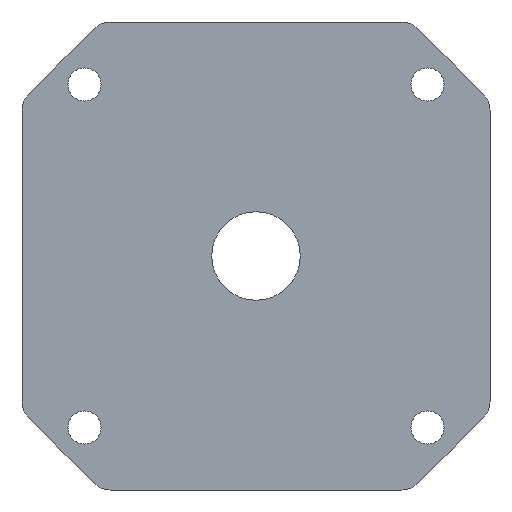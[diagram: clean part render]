
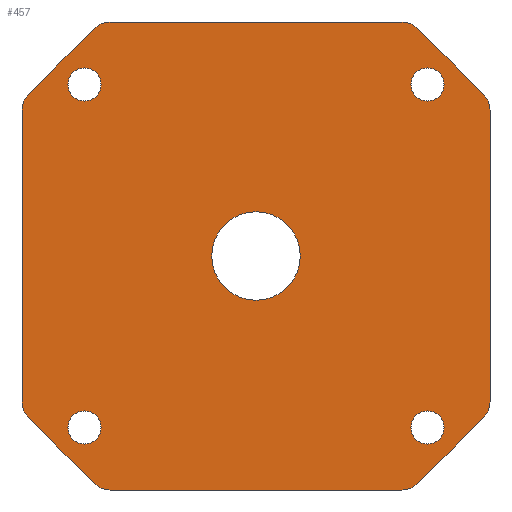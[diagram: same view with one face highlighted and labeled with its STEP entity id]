
A CAD part, front view. The second image highlights one B-rep face of the part: STEP entity #457.
In plain terms, the highlighted planar face has unit normal (0, -1, 0).
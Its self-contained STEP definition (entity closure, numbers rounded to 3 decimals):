
#20=FACE_BOUND('',#86,.T.);
#21=FACE_BOUND('',#87,.T.);
#22=FACE_BOUND('',#88,.T.);
#23=FACE_BOUND('',#89,.T.);
#24=FACE_BOUND('',#90,.T.);
#34=PLANE('',#526);
#57=FACE_OUTER_BOUND('',#85,.T.);
#85=EDGE_LOOP('',(#401,#402,#403,#404,#405,#406,#407,#408,#409,#410,#411,
#412,#413,#414,#415,#416));
#86=EDGE_LOOP('',(#417));
#87=EDGE_LOOP('',(#418));
#88=EDGE_LOOP('',(#419));
#89=EDGE_LOOP('',(#420));
#90=EDGE_LOOP('',(#421));
#95=LINE('',#679,#132);
#105=LINE('',#725,#142);
#108=LINE('',#733,#145);
#111=LINE('',#741,#148);
#114=LINE('',#749,#151);
#117=LINE('',#757,#154);
#120=LINE('',#765,#157);
#127=LINE('',#791,#164);
#132=VECTOR('',#541,10.);
#142=VECTOR('',#583,10.);
#145=VECTOR('',#592,10.);
#148=VECTOR('',#601,10.);
#151=VECTOR('',#610,10.);
#154=VECTOR('',#619,10.);
#157=VECTOR('',#628,10.);
#164=VECTOR('',#661,10.);
#166=CIRCLE('',#480,2.);
#179=CIRCLE('',#496,2.);
#180=CIRCLE('',#499,2.);
#181=CIRCLE('',#502,2.);
#182=CIRCLE('',#505,2.);
#183=CIRCLE('',#508,2.);
#184=CIRCLE('',#511,2.);
#185=CIRCLE('',#514,2.);
#186=CIRCLE('',#516,1.5);
#187=CIRCLE('',#518,1.5);
#188=CIRCLE('',#520,1.5);
#189=CIRCLE('',#522,4.);
#190=CIRCLE('',#524,1.5);
#193=VERTEX_POINT('',#669);
#194=VERTEX_POINT('',#671);
#196=VERTEX_POINT('',#677);
#215=VERTEX_POINT('',#719);
#216=VERTEX_POINT('',#723);
#217=VERTEX_POINT('',#727);
#218=VERTEX_POINT('',#731);
#219=VERTEX_POINT('',#735);
#220=VERTEX_POINT('',#739);
#221=VERTEX_POINT('',#743);
#222=VERTEX_POINT('',#747);
#223=VERTEX_POINT('',#751);
#224=VERTEX_POINT('',#755);
#225=VERTEX_POINT('',#759);
#226=VERTEX_POINT('',#761);
#227=VERTEX_POINT('',#767);
#228=VERTEX_POINT('',#771);
#229=VERTEX_POINT('',#775);
#230=VERTEX_POINT('',#779);
#231=VERTEX_POINT('',#783);
#232=VERTEX_POINT('',#787);
#235=EDGE_CURVE('',#193,#194,#166,.T.);
#239=EDGE_CURVE('',#196,#193,#95,.T.);
#260=EDGE_CURVE('',#215,#196,#179,.T.);
#262=EDGE_CURVE('',#216,#215,#105,.T.);
#264=EDGE_CURVE('',#217,#216,#180,.T.);
#266=EDGE_CURVE('',#218,#217,#108,.T.);
#268=EDGE_CURVE('',#219,#218,#181,.T.);
#270=EDGE_CURVE('',#220,#219,#111,.T.);
#272=EDGE_CURVE('',#221,#220,#182,.T.);
#274=EDGE_CURVE('',#222,#221,#114,.T.);
#276=EDGE_CURVE('',#223,#222,#183,.T.);
#278=EDGE_CURVE('',#224,#223,#117,.T.);
#280=EDGE_CURVE('',#225,#226,#184,.T.);
#282=EDGE_CURVE('',#194,#225,#120,.T.);
#284=EDGE_CURVE('',#227,#224,#185,.T.);
#285=EDGE_CURVE('',#228,#228,#186,.T.);
#287=EDGE_CURVE('',#229,#229,#187,.T.);
#289=EDGE_CURVE('',#230,#230,#188,.T.);
#291=EDGE_CURVE('',#231,#231,#189,.T.);
#293=EDGE_CURVE('',#232,#232,#190,.T.);
#295=EDGE_CURVE('',#227,#226,#127,.T.);
#401=ORIENTED_EDGE('',*,*,#235,.F.);
#402=ORIENTED_EDGE('',*,*,#239,.F.);
#403=ORIENTED_EDGE('',*,*,#260,.F.);
#404=ORIENTED_EDGE('',*,*,#262,.F.);
#405=ORIENTED_EDGE('',*,*,#264,.F.);
#406=ORIENTED_EDGE('',*,*,#266,.F.);
#407=ORIENTED_EDGE('',*,*,#268,.F.);
#408=ORIENTED_EDGE('',*,*,#270,.F.);
#409=ORIENTED_EDGE('',*,*,#272,.F.);
#410=ORIENTED_EDGE('',*,*,#274,.F.);
#411=ORIENTED_EDGE('',*,*,#276,.F.);
#412=ORIENTED_EDGE('',*,*,#278,.F.);
#413=ORIENTED_EDGE('',*,*,#284,.F.);
#414=ORIENTED_EDGE('',*,*,#295,.T.);
#415=ORIENTED_EDGE('',*,*,#280,.F.);
#416=ORIENTED_EDGE('',*,*,#282,.F.);
#417=ORIENTED_EDGE('',*,*,#293,.F.);
#418=ORIENTED_EDGE('',*,*,#291,.F.);
#419=ORIENTED_EDGE('',*,*,#289,.F.);
#420=ORIENTED_EDGE('',*,*,#287,.F.);
#421=ORIENTED_EDGE('',*,*,#285,.F.);
#457=ADVANCED_FACE('',(#57,#20,#21,#22,#23,#24),#34,.F.);
#480=AXIS2_PLACEMENT_3D('',#672,#534,#535);
#496=AXIS2_PLACEMENT_3D('',#721,#578,#579);
#499=AXIS2_PLACEMENT_3D('',#729,#587,#588);
#502=AXIS2_PLACEMENT_3D('',#737,#596,#597);
#505=AXIS2_PLACEMENT_3D('',#745,#605,#606);
#508=AXIS2_PLACEMENT_3D('',#753,#614,#615);
#511=AXIS2_PLACEMENT_3D('',#762,#623,#624);
#514=AXIS2_PLACEMENT_3D('',#769,#632,#633);
#516=AXIS2_PLACEMENT_3D('',#772,#636,#637);
#518=AXIS2_PLACEMENT_3D('',#776,#641,#642);
#520=AXIS2_PLACEMENT_3D('',#780,#646,#647);
#522=AXIS2_PLACEMENT_3D('',#784,#651,#652);
#524=AXIS2_PLACEMENT_3D('',#788,#656,#657);
#526=AXIS2_PLACEMENT_3D('',#792,#662,#663);
#534=DIRECTION('center_axis',(0.,1.,0.));
#535=DIRECTION('ref_axis',(-0.383,0.,0.924));
#541=DIRECTION('',(0.707,0.,0.707));
#578=DIRECTION('center_axis',(0.,1.,0.));
#579=DIRECTION('ref_axis',(-0.924,0.,0.383));
#583=DIRECTION('',(0.,0.,1.));
#587=DIRECTION('center_axis',(0.,1.,0.));
#588=DIRECTION('ref_axis',(-0.924,0.,-0.383));
#592=DIRECTION('',(-0.707,0.,0.707));
#596=DIRECTION('center_axis',(0.,1.,0.));
#597=DIRECTION('ref_axis',(-0.383,0.,-0.924));
#601=DIRECTION('',(-1.,0.,0.));
#605=DIRECTION('center_axis',(0.,1.,0.));
#606=DIRECTION('ref_axis',(0.383,0.,-0.924));
#610=DIRECTION('',(-0.707,0.,-0.707));
#614=DIRECTION('center_axis',(0.,1.,0.));
#615=DIRECTION('ref_axis',(0.924,0.,-0.383));
#619=DIRECTION('',(0.,0.,-1.));
#623=DIRECTION('center_axis',(0.,1.,0.));
#624=DIRECTION('ref_axis',(0.383,0.,0.924));
#628=DIRECTION('',(1.,0.,0.));
#632=DIRECTION('center_axis',(0.,1.,0.));
#633=DIRECTION('ref_axis',(0.924,0.,0.383));
#636=DIRECTION('center_axis',(0.,-1.,0.));
#637=DIRECTION('ref_axis',(1.,0.,0.));
#641=DIRECTION('center_axis',(0.,-1.,0.));
#642=DIRECTION('ref_axis',(1.,0.,0.));
#646=DIRECTION('center_axis',(0.,-1.,0.));
#647=DIRECTION('ref_axis',(1.,0.,0.));
#651=DIRECTION('center_axis',(0.,-1.,0.));
#652=DIRECTION('ref_axis',(1.,0.,0.));
#656=DIRECTION('center_axis',(0.,-1.,0.));
#657=DIRECTION('ref_axis',(1.,0.,0.));
#661=DIRECTION('',(-0.707,0.,0.707));
#662=DIRECTION('center_axis',(0.,1.,0.));
#663=DIRECTION('ref_axis',(1.,0.,0.));
#669=CARTESIAN_POINT('',(6.393,0.,-0.436));
#671=CARTESIAN_POINT('',(7.807,0.,0.15));
#672=CARTESIAN_POINT('Origin',(7.807,0.,-1.85));
#677=CARTESIAN_POINT('',(0.436,0.,-6.393));
#679=CARTESIAN_POINT('',(-0.15,0.,-6.978));
#719=CARTESIAN_POINT('',(-0.15,0.,-7.807));
#721=CARTESIAN_POINT('Origin',(1.85,0.,-7.807));
#723=CARTESIAN_POINT('',(-0.15,0.,-34.193));
#725=CARTESIAN_POINT('',(-0.15,0.,-35.022));
#727=CARTESIAN_POINT('',(0.436,0.,-35.607));
#729=CARTESIAN_POINT('Origin',(1.85,0.,-34.193));
#731=CARTESIAN_POINT('',(6.393,0.,-41.564));
#733=CARTESIAN_POINT('',(6.978,0.,-42.15));
#735=CARTESIAN_POINT('',(7.807,0.,-42.15));
#737=CARTESIAN_POINT('Origin',(7.807,0.,-40.15));
#739=CARTESIAN_POINT('',(34.193,0.,-42.15));
#741=CARTESIAN_POINT('',(35.022,0.,-42.15));
#743=CARTESIAN_POINT('',(35.607,0.,-41.564));
#745=CARTESIAN_POINT('Origin',(34.193,0.,-40.15));
#747=CARTESIAN_POINT('',(41.564,0.,-35.607));
#749=CARTESIAN_POINT('',(42.15,0.,-35.022));
#751=CARTESIAN_POINT('',(42.15,0.,-34.193));
#753=CARTESIAN_POINT('Origin',(40.15,0.,-34.193));
#755=CARTESIAN_POINT('',(42.15,0.,-7.807));
#757=CARTESIAN_POINT('',(42.15,0.,-6.978));
#759=CARTESIAN_POINT('',(34.193,0.,0.15));
#761=CARTESIAN_POINT('',(35.607,0.,-0.436));
#762=CARTESIAN_POINT('Origin',(34.193,0.,-1.85));
#765=CARTESIAN_POINT('',(6.978,0.,0.15));
#767=CARTESIAN_POINT('',(41.564,0.,-6.393));
#769=CARTESIAN_POINT('Origin',(40.15,0.,-7.807));
#771=CARTESIAN_POINT('',(35.,0.,-36.5));
#772=CARTESIAN_POINT('Origin',(36.5,0.,-36.5));
#775=CARTESIAN_POINT('',(35.,0.,-5.5));
#776=CARTESIAN_POINT('Origin',(36.5,0.,-5.5));
#779=CARTESIAN_POINT('',(4.,0.,-5.5));
#780=CARTESIAN_POINT('Origin',(5.5,0.,-5.5));
#783=CARTESIAN_POINT('',(17.,0.,-21.));
#784=CARTESIAN_POINT('Origin',(21.,0.,-21.));
#787=CARTESIAN_POINT('',(4.,0.,-36.5));
#788=CARTESIAN_POINT('Origin',(5.5,0.,-36.5));
#791=CARTESIAN_POINT('',(42.15,0.,-6.978));
#792=CARTESIAN_POINT('Origin',(21.,0.,-21.));
